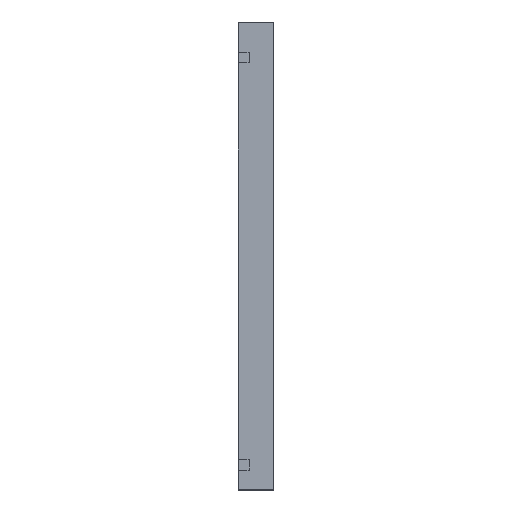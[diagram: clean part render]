
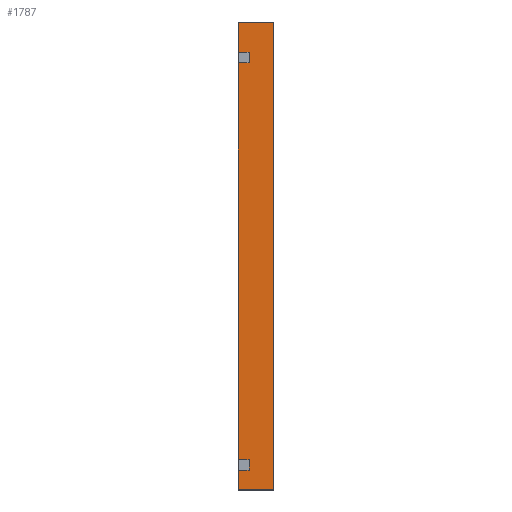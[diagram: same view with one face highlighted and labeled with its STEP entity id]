
A CAD part, top view. The second image highlights one B-rep face of the part: STEP entity #1787.
In plain terms, the highlighted planar face has unit normal (0, 0, 1).
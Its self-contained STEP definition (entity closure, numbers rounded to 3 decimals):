
#338 = VERTEX_POINT('',#339);
#339 = CARTESIAN_POINT('',(157.,0.,178.));
#345 = EDGE_CURVE('',#346,#338,#348,.T.);
#346 = VERTEX_POINT('',#347);
#347 = CARTESIAN_POINT('',(157.,6.95,178.));
#348 = LINE('',#349,#350);
#349 = CARTESIAN_POINT('',(157.,170.,178.));
#350 = VECTOR('',#351,1.);
#351 = DIRECTION('',(0.,-1.,0.));
#386 = VERTEX_POINT('',#387);
#387 = CARTESIAN_POINT('',(157.,10.739,178.));
#393 = EDGE_CURVE('',#394,#386,#396,.T.);
#394 = VERTEX_POINT('',#395);
#395 = CARTESIAN_POINT('',(157.,155.15,178.));
#396 = LINE('',#397,#398);
#397 = CARTESIAN_POINT('',(157.,170.,178.));
#398 = VECTOR('',#399,1.);
#399 = DIRECTION('',(0.,-1.,0.));
#434 = VERTEX_POINT('',#435);
#435 = CARTESIAN_POINT('',(157.,158.939,178.));
#441 = EDGE_CURVE('',#442,#434,#444,.T.);
#442 = VERTEX_POINT('',#443);
#443 = CARTESIAN_POINT('',(157.,170.,178.));
#444 = LINE('',#445,#446);
#445 = CARTESIAN_POINT('',(157.,170.,178.));
#446 = VECTOR('',#447,1.);
#447 = DIRECTION('',(0.,-1.,0.));
#1167 = VERTEX_POINT('',#1168);
#1168 = CARTESIAN_POINT('',(170.,170.,178.));
#1174 = EDGE_CURVE('',#1167,#1175,#1177,.T.);
#1175 = VERTEX_POINT('',#1176);
#1176 = CARTESIAN_POINT('',(170.,0.,178.));
#1177 = LINE('',#1178,#1179);
#1178 = CARTESIAN_POINT('',(170.,170.,178.));
#1179 = VECTOR('',#1180,1.);
#1180 = DIRECTION('',(0.,-1.,0.));
#1731 = EDGE_CURVE('',#442,#1167,#1732,.T.);
#1732 = LINE('',#1733,#1734);
#1733 = CARTESIAN_POINT('',(157.,170.,178.));
#1734 = VECTOR('',#1735,1.);
#1735 = DIRECTION('',(1.,0.,0.));
#1787 = ADVANCED_FACE('',(#1788),#1845,.T.);
#1788 = FACE_BOUND('',#1789,.T.);
#1789 = EDGE_LOOP('',(#1790,#1791,#1792,#1800,#1808,#1814,#1815,#1823,
    #1831,#1837,#1838,#1844));
#1790 = ORIENTED_EDGE('',*,*,#1731,.F.);
#1791 = ORIENTED_EDGE('',*,*,#441,.T.);
#1792 = ORIENTED_EDGE('',*,*,#1793,.F.);
#1793 = EDGE_CURVE('',#1794,#434,#1796,.T.);
#1794 = VERTEX_POINT('',#1795);
#1795 = CARTESIAN_POINT('',(161.,158.939,178.));
#1796 = LINE('',#1797,#1798);
#1797 = CARTESIAN_POINT('',(162.25,158.939,178.));
#1798 = VECTOR('',#1799,1.);
#1799 = DIRECTION('',(-1.,0.,0.));
#1800 = ORIENTED_EDGE('',*,*,#1801,.F.);
#1801 = EDGE_CURVE('',#1802,#1794,#1804,.T.);
#1802 = VERTEX_POINT('',#1803);
#1803 = CARTESIAN_POINT('',(161.,155.15,178.));
#1804 = LINE('',#1805,#1806);
#1805 = CARTESIAN_POINT('',(161.,121.022,178.));
#1806 = VECTOR('',#1807,1.);
#1807 = DIRECTION('',(0.,1.,0.));
#1808 = ORIENTED_EDGE('',*,*,#1809,.F.);
#1809 = EDGE_CURVE('',#394,#1802,#1810,.T.);
#1810 = LINE('',#1811,#1812);
#1811 = CARTESIAN_POINT('',(162.25,155.15,178.));
#1812 = VECTOR('',#1813,1.);
#1813 = DIRECTION('',(1.,0.,0.));
#1814 = ORIENTED_EDGE('',*,*,#393,.T.);
#1815 = ORIENTED_EDGE('',*,*,#1816,.F.);
#1816 = EDGE_CURVE('',#1817,#386,#1819,.T.);
#1817 = VERTEX_POINT('',#1818);
#1818 = CARTESIAN_POINT('',(161.,10.739,178.));
#1819 = LINE('',#1820,#1821);
#1820 = CARTESIAN_POINT('',(162.25,10.739,178.));
#1821 = VECTOR('',#1822,1.);
#1822 = DIRECTION('',(-1.,0.,0.));
#1823 = ORIENTED_EDGE('',*,*,#1824,.F.);
#1824 = EDGE_CURVE('',#1825,#1817,#1827,.T.);
#1825 = VERTEX_POINT('',#1826);
#1826 = CARTESIAN_POINT('',(161.,6.95,178.));
#1827 = LINE('',#1828,#1829);
#1828 = CARTESIAN_POINT('',(161.,46.922,178.));
#1829 = VECTOR('',#1830,1.);
#1830 = DIRECTION('',(0.,1.,0.));
#1831 = ORIENTED_EDGE('',*,*,#1832,.F.);
#1832 = EDGE_CURVE('',#346,#1825,#1833,.T.);
#1833 = LINE('',#1834,#1835);
#1834 = CARTESIAN_POINT('',(162.25,6.95,178.));
#1835 = VECTOR('',#1836,1.);
#1836 = DIRECTION('',(1.,0.,0.));
#1837 = ORIENTED_EDGE('',*,*,#345,.T.);
#1838 = ORIENTED_EDGE('',*,*,#1839,.T.);
#1839 = EDGE_CURVE('',#338,#1175,#1840,.T.);
#1840 = LINE('',#1841,#1842);
#1841 = CARTESIAN_POINT('',(159.,0.,178.));
#1842 = VECTOR('',#1843,1.);
#1843 = DIRECTION('',(1.,0.,0.));
#1844 = ORIENTED_EDGE('',*,*,#1174,.F.);
#1845 = PLANE('',#1846);
#1846 = AXIS2_PLACEMENT_3D('',#1847,#1848,#1849);
#1847 = CARTESIAN_POINT('',(163.5,85.,178.));
#1848 = DIRECTION('',(0.,0.,1.));
#1849 = DIRECTION('',(1.,0.,0.));
